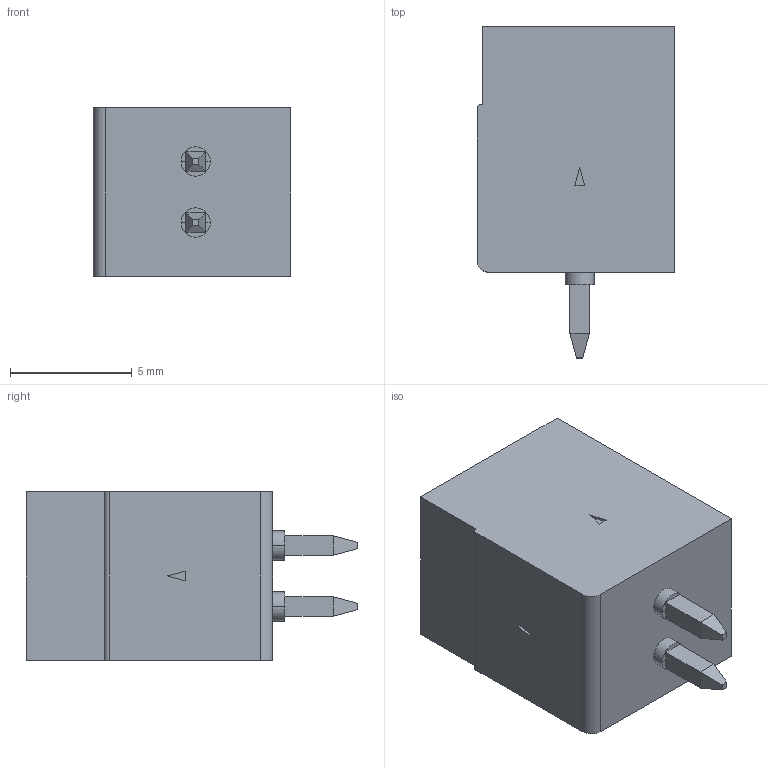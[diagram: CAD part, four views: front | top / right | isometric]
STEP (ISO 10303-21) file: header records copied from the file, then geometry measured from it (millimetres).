
FILE_DESCRIPTION(('FreeCAD Model'),'2;1');
FILE_NAME('mcv_0.5-2-g-2.5.step','2018-02-12T09:55:09',( 'kicad StepUp'),('ksu MCAD'),'Open CASCADE STEP processor 6.8', 'FreeCAD','Unknown');
FILE_SCHEMA(('AUTOMOTIVE_DESIGN_CC2 { 1 2 10303 214 -1 1 5 4 }'));
Length unit declared in the file: millimetre
Products named in the file (1): mcv_0.5-2-g-2.5
Bounding box: 8.1 x 13.6 x 6.9 mm (x, y, z)
Volume: 425.4 mm3; surface area: 651.6 mm2
Topology: 1 solids, 1 shells, 156 faces, 404 edges, 263 vertices
Faces by surface type: plane 119, cylinder 37
Entity records: 5821 total; most frequent: CARTESIAN_POINT 824, ORIENTED_EDGE 808, DIRECTION 798, EDGE_CURVE 404, LINE 324, VECTOR 324, VERTEX_POINT 263, AXIS2_PLACEMENT_3D 237
